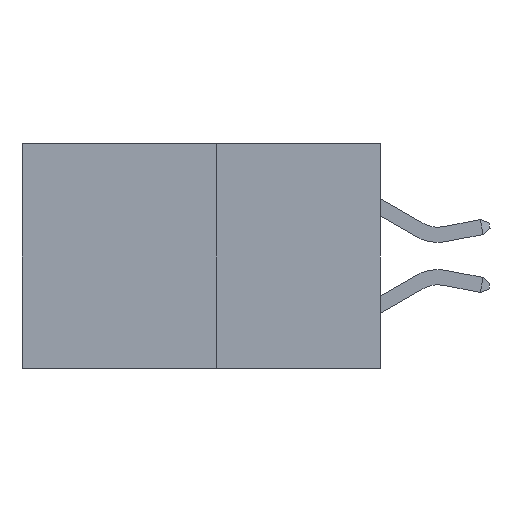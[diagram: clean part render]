
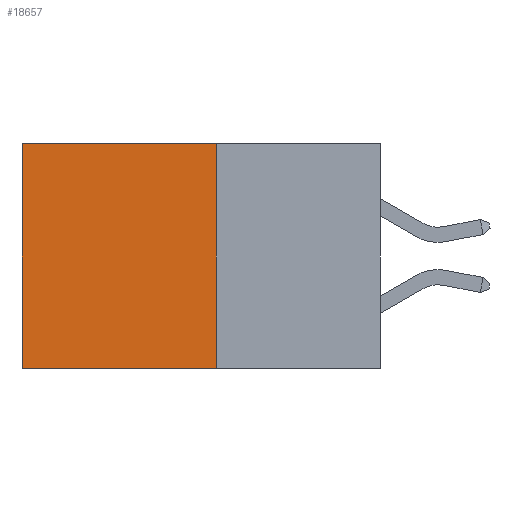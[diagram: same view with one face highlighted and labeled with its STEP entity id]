
A CAD part, left-side view. The second image highlights one B-rep face of the part: STEP entity #18657.
In plain terms, the highlighted planar face has unit normal (-1, 0, 0).
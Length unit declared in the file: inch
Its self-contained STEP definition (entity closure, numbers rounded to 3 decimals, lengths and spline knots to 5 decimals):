
#1013 = VERTEX_POINT ( 'NONE', #21876 ) ;
#2372 = PLANE ( 'NONE',  #20883 ) ;
#2486 = CARTESIAN_POINT ( 'NONE',  ( 0.277, 0.27, -0.37 ) ) ;
#2499 = EDGE_CURVE ( 'NONE', #29715, #22295, #31273, .T. ) ;
#4041 = CARTESIAN_POINT ( 'NONE',  ( 0.277, 0.59, -0.37 ) ) ;
#4376 = DIRECTION ( 'NONE',  ( 0., 1., 0. ) ) ;
#5165 = DIRECTION ( 'NONE',  ( 1., 0., 0. ) ) ;
#6015 = LINE ( 'NONE', #4041, #20224 ) ;
#6721 = EDGE_CURVE ( 'NONE', #29715, #1013, #26330, .T. ) ;
#6799 = VERTEX_POINT ( 'NONE', #22223 ) ;
#8598 = DIRECTION ( 'NONE',  ( 0., 0., -1. ) ) ;
#9586 = ORIENTED_EDGE ( 'NONE', *, *, #12218, .F. ) ;
#10566 = ORIENTED_EDGE ( 'NONE', *, *, #2499, .F. ) ;
#12116 = EDGE_CURVE ( 'NONE', #1013, #6799, #6015, .T. ) ;
#12218 = EDGE_CURVE ( 'NONE', #22295, #6799, #17721, .T. ) ;
#12731 = CARTESIAN_POINT ( 'NONE',  ( 0.277, 0.27, 0. ) ) ;
#17185 = CARTESIAN_POINT ( 'NONE',  ( 0.277, 0.27, -0.37 ) ) ;
#17271 = VECTOR ( 'NONE', #8598, 39.37008 ) ;
#17721 = LINE ( 'NONE', #30805, #24746 ) ;
#18657 = ADVANCED_FACE ( 'NONE', ( #31586 ), #2372, .F. ) ;
#20159 = VECTOR ( 'NONE', #34197, 39.37008 ) ;
#20224 = VECTOR ( 'NONE', #22661, 39.37008 ) ;
#20883 = AXIS2_PLACEMENT_3D ( 'NONE', #2486, #5165, #23791 ) ;
#21876 = CARTESIAN_POINT ( 'NONE',  ( 0.277, 0.59, 0. ) ) ;
#22223 = CARTESIAN_POINT ( 'NONE',  ( 0.277, 0.59, -0.37 ) ) ;
#22295 = VERTEX_POINT ( 'NONE', #17185 ) ;
#22661 = DIRECTION ( 'NONE',  ( 0., 0., -1. ) ) ;
#22898 = ORIENTED_EDGE ( 'NONE', *, *, #12116, .T. ) ;
#23791 = DIRECTION ( 'NONE',  ( 0., 0., -1. ) ) ;
#23991 = CARTESIAN_POINT ( 'NONE',  ( 0.277, 0.27, -0.37 ) ) ;
#24746 = VECTOR ( 'NONE', #4376, 39.37008 ) ;
#26330 = LINE ( 'NONE', #29810, #20159 ) ;
#29692 = EDGE_LOOP ( 'NONE', ( #22898, #9586, #10566, #33137 ) ) ;
#29715 = VERTEX_POINT ( 'NONE', #12731 ) ;
#29810 = CARTESIAN_POINT ( 'NONE',  ( 0.277, 0.27, 0. ) ) ;
#30805 = CARTESIAN_POINT ( 'NONE',  ( 0.277, 0.27, -0.37 ) ) ;
#31273 = LINE ( 'NONE', #23991, #17271 ) ;
#31586 = FACE_OUTER_BOUND ( 'NONE', #29692, .T. ) ;
#33137 = ORIENTED_EDGE ( 'NONE', *, *, #6721, .T. ) ;
#34197 = DIRECTION ( 'NONE',  ( 0., 1., 0. ) ) ;
